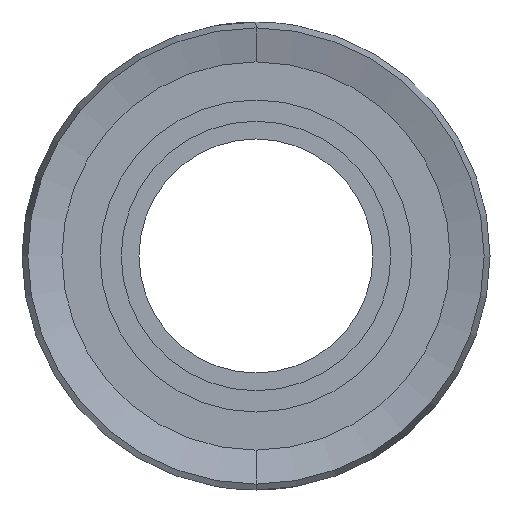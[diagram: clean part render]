
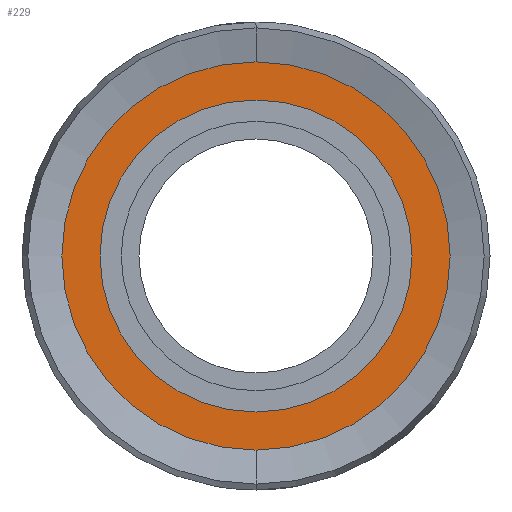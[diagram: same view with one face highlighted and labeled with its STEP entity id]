
A CAD part, left-side view. The second image highlights one B-rep face of the part: STEP entity #229.
In plain terms, the highlighted planar face has unit normal (-1, 0, 0).
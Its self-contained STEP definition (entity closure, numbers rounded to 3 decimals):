
#180 = ORIENTED_EDGE ( 'NONE', *, *, #4331, .F. ) ;
#229 = ADVANCED_FACE ( 'NONE', ( #3715, #5284 ), #4319, .F. ) ;
#327 = VERTEX_POINT ( 'NONE', #4837 ) ;
#640 = EDGE_LOOP ( 'NONE', ( #2948, #6333 ) ) ;
#1061 = VERTEX_POINT ( 'NONE', #5063 ) ;
#1071 = DIRECTION ( 'NONE',  ( 1., 0., 0. ) ) ;
#1091 = DIRECTION ( 'NONE',  ( 1., 0., 0. ) ) ;
#1208 = CARTESIAN_POINT ( 'NONE',  ( 0.9, 0., -11. ) ) ;
#1231 = DIRECTION ( 'NONE',  ( 0., 0., -1. ) ) ;
#1606 = CARTESIAN_POINT ( 'NONE',  ( 0.9, 0., -13.689 ) ) ;
#1717 = AXIS2_PLACEMENT_3D ( 'NONE', #5676, #2833, #5184 ) ;
#1934 = AXIS2_PLACEMENT_3D ( 'NONE', #4000, #1091, #3054 ) ;
#2218 = EDGE_LOOP ( 'NONE', ( #2307, #180 ) ) ;
#2307 = ORIENTED_EDGE ( 'NONE', *, *, #4978, .F. ) ;
#2701 = CIRCLE ( 'NONE', #6310, 11. ) ;
#2805 = CARTESIAN_POINT ( 'NONE',  ( 0.9, 0., 0. ) ) ;
#2833 = DIRECTION ( 'NONE',  ( 1., 0., 0. ) ) ;
#2858 = EDGE_CURVE ( 'NONE', #5904, #327, #4487, .T. ) ;
#2948 = ORIENTED_EDGE ( 'NONE', *, *, #2858, .T. ) ;
#3054 = DIRECTION ( 'NONE',  ( 0., 0., -1. ) ) ;
#3198 = DIRECTION ( 'NONE',  ( 1., 0., 0. ) ) ;
#3351 = DIRECTION ( 'NONE',  ( 1., 0., 0. ) ) ;
#3428 = CARTESIAN_POINT ( 'NONE',  ( 0.9, 0., 0. ) ) ;
#3715 = FACE_OUTER_BOUND ( 'NONE', #2218, .T. ) ;
#4000 = CARTESIAN_POINT ( 'NONE',  ( 0.9, 0., 0. ) ) ;
#4319 = PLANE ( 'NONE',  #1717 ) ;
#4331 = EDGE_CURVE ( 'NONE', #4407, #1061, #5333, .T. ) ;
#4407 = VERTEX_POINT ( 'NONE', #1606 ) ;
#4487 = CIRCLE ( 'NONE', #4593, 11. ) ;
#4593 = AXIS2_PLACEMENT_3D ( 'NONE', #2805, #3351, #5317 ) ;
#4837 = CARTESIAN_POINT ( 'NONE',  ( 0.9, 0., 11. ) ) ;
#4978 = EDGE_CURVE ( 'NONE', #1061, #4407, #5266, .T. ) ;
#5063 = CARTESIAN_POINT ( 'NONE',  ( 0.9, 0., 13.689 ) ) ;
#5163 = CARTESIAN_POINT ( 'NONE',  ( 0.9, 0., 0. ) ) ;
#5184 = DIRECTION ( 'NONE',  ( 0., 0., -1. ) ) ;
#5266 = CIRCLE ( 'NONE', #5572, 13.689 ) ;
#5284 = FACE_BOUND ( 'NONE', #640, .T. ) ;
#5317 = DIRECTION ( 'NONE',  ( 0., 0., -1. ) ) ;
#5333 = CIRCLE ( 'NONE', #1934, 13.689 ) ;
#5392 = DIRECTION ( 'NONE',  ( 0., 0., -1. ) ) ;
#5572 = AXIS2_PLACEMENT_3D ( 'NONE', #5163, #3198, #1231 ) ;
#5676 = CARTESIAN_POINT ( 'NONE',  ( 0.9, 11., 0. ) ) ;
#5904 = VERTEX_POINT ( 'NONE', #1208 ) ;
#6143 = EDGE_CURVE ( 'NONE', #327, #5904, #2701, .T. ) ;
#6310 = AXIS2_PLACEMENT_3D ( 'NONE', #3428, #1071, #5392 ) ;
#6333 = ORIENTED_EDGE ( 'NONE', *, *, #6143, .T. ) ;
